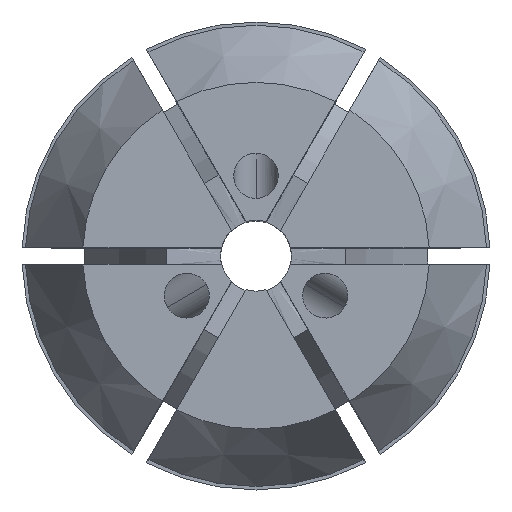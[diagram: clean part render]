
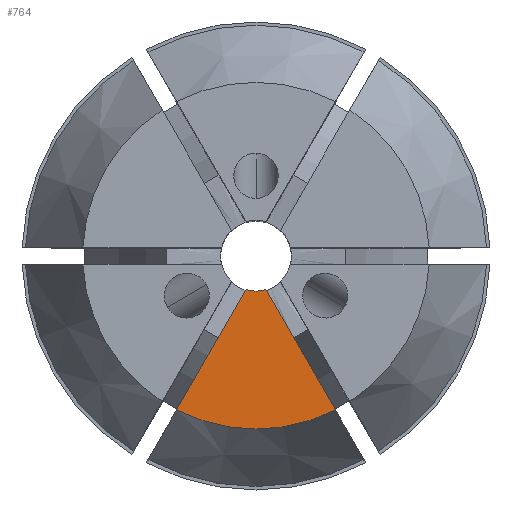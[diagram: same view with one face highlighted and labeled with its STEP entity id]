
A CAD part, top view. The second image highlights one B-rep face of the part: STEP entity #764.
In plain terms, the highlighted planar face has unit normal (0, 0, 1).
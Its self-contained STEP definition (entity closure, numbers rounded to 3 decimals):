
#31 = EDGE_CURVE ( 'NONE', #3860, #3520, #1792, .T. ) ;
#37 = DIRECTION ( 'NONE',  ( 1., 0., 0. ) ) ;
#185 = EDGE_CURVE ( 'NONE', #3860, #2190, #2892, .T. ) ;
#271 = EDGE_CURVE ( 'NONE', #2190, #2026, #1541, .T. ) ;
#308 = VECTOR ( 'NONE', #3339, 1000. ) ;
#326 = CARTESIAN_POINT ( 'NONE',  ( 0., 7.778, 31.5 ) ) ;
#351 = PLANE ( 'NONE',  #1900 ) ;
#644 = DIRECTION ( 'NONE',  ( 0., 0., -1. ) ) ;
#666 = ORIENTED_EDGE ( 'NONE', *, *, #185, .F. ) ;
#674 = CARTESIAN_POINT ( 'NONE',  ( 0., 0., 31.5 ) ) ;
#764 = ADVANCED_FACE ( 'NONE', ( #2507 ), #351, .T. ) ;
#987 = ORIENTED_EDGE ( 'NONE', *, *, #3760, .F. ) ;
#1004 = CARTESIAN_POINT ( 'NONE',  ( -0.447, -1.523, 31.5 ) ) ;
#1015 = DIRECTION ( 'NONE',  ( 1., 0., 0. ) ) ;
#1171 = CARTESIAN_POINT ( 'NONE',  ( -3.56, -6.916, 31.5 ) ) ;
#1541 = LINE ( 'NONE', #3911, #308 ) ;
#1558 = DIRECTION ( 'NONE',  ( -0.5, -0.866, 0. ) ) ;
#1792 = LINE ( 'NONE', #3802, #3647 ) ;
#1900 = AXIS2_PLACEMENT_3D ( 'NONE', #326, #2660, #37 ) ;
#2026 = VERTEX_POINT ( 'NONE', #3710 ) ;
#2190 = VERTEX_POINT ( 'NONE', #2357 ) ;
#2357 = CARTESIAN_POINT ( 'NONE',  ( 0.447, -1.523, 31.5 ) ) ;
#2405 = AXIS2_PLACEMENT_3D ( 'NONE', #2908, #644, #4152 ) ;
#2475 = AXIS2_PLACEMENT_3D ( 'NONE', #674, #2566, #1015 ) ;
#2507 = FACE_OUTER_BOUND ( 'NONE', #2832, .T. ) ;
#2566 = DIRECTION ( 'NONE',  ( 0., 0., 1. ) ) ;
#2660 = DIRECTION ( 'NONE',  ( 0., 0., 1. ) ) ;
#2832 = EDGE_LOOP ( 'NONE', ( #666, #3876, #987, #3464 ) ) ;
#2892 = CIRCLE ( 'NONE', #2475, 1.587 ) ;
#2908 = CARTESIAN_POINT ( 'NONE',  ( 0., 0., 31.5 ) ) ;
#3339 = DIRECTION ( 'NONE',  ( 0.5, -0.866, 0. ) ) ;
#3397 = CIRCLE ( 'NONE', #2405, 7.778 ) ;
#3464 = ORIENTED_EDGE ( 'NONE', *, *, #271, .F. ) ;
#3520 = VERTEX_POINT ( 'NONE', #1171 ) ;
#3647 = VECTOR ( 'NONE', #1558, 1000. ) ;
#3710 = CARTESIAN_POINT ( 'NONE',  ( 3.56, -6.916, 31.5 ) ) ;
#3760 = EDGE_CURVE ( 'NONE', #2026, #3520, #3397, .T. ) ;
#3802 = CARTESIAN_POINT ( 'NONE',  ( 3.693, 5.646, 31.5 ) ) ;
#3860 = VERTEX_POINT ( 'NONE', #1004 ) ;
#3876 = ORIENTED_EDGE ( 'NONE', *, *, #31, .T. ) ;
#3911 = CARTESIAN_POINT ( 'NONE',  ( -3.693, 5.646, 31.5 ) ) ;
#4152 = DIRECTION ( 'NONE',  ( -1., 0., 0. ) ) ;
